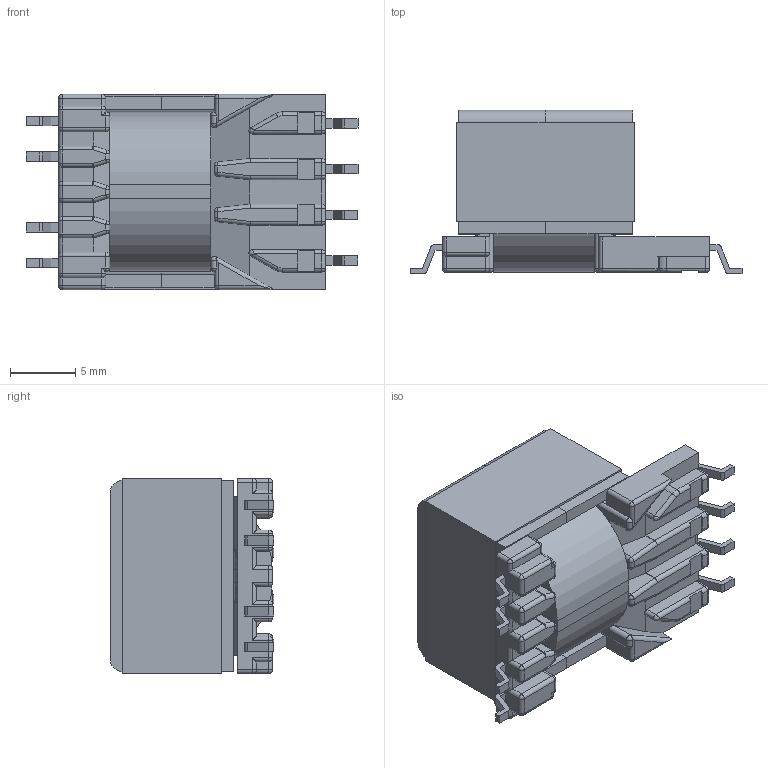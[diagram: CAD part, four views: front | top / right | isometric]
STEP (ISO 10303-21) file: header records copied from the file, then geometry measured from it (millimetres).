
FILE_DESCRIPTION (( 'STEP AP214' ), '1' );
FILE_NAME ('EPW15S_6384_MP3.STEP', '2021-07-01T22:02:26', ( '' ), ( '' ), 'SwSTEP 2.0', 'SolidWorks 2017', '' );
FILE_SCHEMA (( 'AUTOMOTIVE_DESIGN' ));
Length unit declared in the file: millimetre
Products named in the file (5): 440-8277-3102; EPW15S_6384_MP3; 150-3102_6A; 070-6384_coil; 070-6384_6B
Assembly tree (5 placements, depth 2):
  EPW15S_6384_MP3
    070-6384_6B
    070-6384_coil
    150-3102_6A  x2
    440-8277-3102
Bounding box: 25.5 x 12.57 x 15.01 mm (x, y, z)
Volume: 2403.8 mm3; surface area: 4251.3 mm2
Topology: 5 solids, 5 shells, 464 faces, 1178 edges, 678 vertices
Faces by surface type: plane 215, cylinder 175, sphere 54, bspline 14, torus 6
Entity records: 14548 total; most frequent: CARTESIAN_POINT 2961, DIRECTION 2180, ORIENTED_EDGE 2152, EDGE_CURVE 1076, AXIS2_PLACEMENT_3D 745, VECTOR 690, LINE 690, VERTEX_POINT 646
